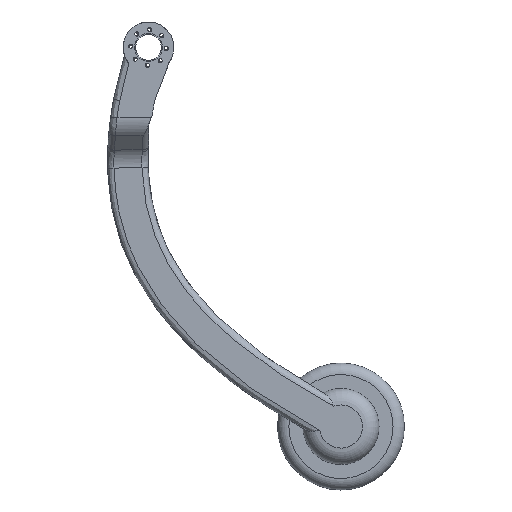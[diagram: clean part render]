
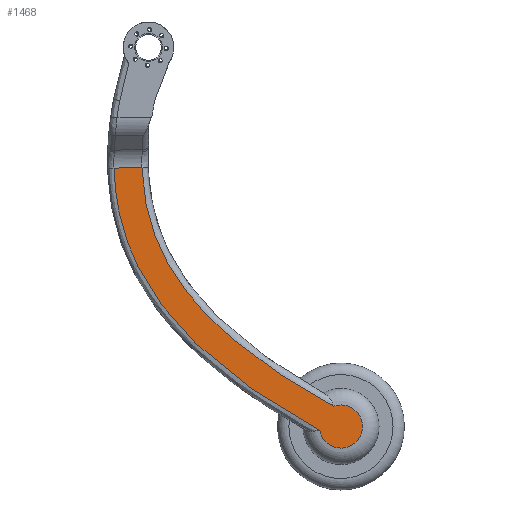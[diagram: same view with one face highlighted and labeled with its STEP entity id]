
A CAD part, left-side view. The second image highlights one B-rep face of the part: STEP entity #1468.
In plain terms, the highlighted planar face has unit normal (-1, 0, 0).
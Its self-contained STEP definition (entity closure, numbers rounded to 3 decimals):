
#43=LINE('',#3366,#86);
#86=VECTOR('',#1845,10.);
#186=B_SPLINE_CURVE_WITH_KNOTS('',3,(#3144,#3145,#3146,#3147,#3148,#3149,
#3150,#3151,#3152,#3153,#3154,#3155),.UNSPECIFIED.,.F.,.F.,(4,2,1,2,2,1,
4),(0.315,2.9,5.351,7.802,
11.084,12.573,14.061),.UNSPECIFIED.);
#196=B_SPLINE_CURVE_WITH_KNOTS('',3,(#3376,#3377,#3378,#3379,#3380,#3381,
#3382,#3383,#3384,#3385,#3386,#3387,#3388,#3389,#3390,#3391,#3392,#3393),
 .UNSPECIFIED.,.F.,.F.,(4,2,1,1,2,1,2,1,1,1,2,4),(0.,0.044,
1.875,2.79,3.705,5.359,7.013,
9.557,10.83,11.466,12.102,12.622),
 .UNSPECIFIED.);
#229=PLANE('',#1594);
#371=FACE_OUTER_BOUND('',#483,.T.);
#483=EDGE_LOOP('',(#1215,#1216,#1217,#1218));
#617=CIRCLE('',#1595,8.5);
#743=VERTEX_POINT('',#3132);
#744=VERTEX_POINT('',#3143);
#763=VERTEX_POINT('',#3365);
#765=VERTEX_POINT('',#3374);
#911=EDGE_CURVE('',#743,#744,#186,.T.);
#940=EDGE_CURVE('',#744,#763,#43,.T.);
#943=EDGE_CURVE('',#765,#743,#617,.T.);
#944=EDGE_CURVE('',#763,#765,#196,.T.);
#1215=ORIENTED_EDGE('',*,*,#911,.F.);
#1216=ORIENTED_EDGE('',*,*,#943,.F.);
#1217=ORIENTED_EDGE('',*,*,#944,.F.);
#1218=ORIENTED_EDGE('',*,*,#940,.F.);
#1468=ADVANCED_FACE('',(#371),#229,.T.);
#1594=AXIS2_PLACEMENT_3D('',#3373,#1848,#1849);
#1595=AXIS2_PLACEMENT_3D('',#3375,#1850,#1851);
#1845=DIRECTION('',(0.,-1.,0.016));
#1848=DIRECTION('center_axis',(-1.,0.,0.));
#1849=DIRECTION('ref_axis',(0.,-1.,0.));
#1850=DIRECTION('center_axis',(1.,0.,0.));
#1851=DIRECTION('ref_axis',(0.,-0.869,-0.495));
#3132=CARTESIAN_POINT('',(-15.148,-167.428,-107.64));
#3143=CARTESIAN_POINT('',(-15.148,-86.416,-4.377));
#3144=CARTESIAN_POINT('Ctrl Pts',(-15.148,-167.428,-107.64));
#3145=CARTESIAN_POINT('Ctrl Pts',(-15.148,-159.84,-103.557));
#3146=CARTESIAN_POINT('Ctrl Pts',(-15.148,-152.398,-99.17));
#3147=CARTESIAN_POINT('Ctrl Pts',(-15.148,-138.317,-89.837));
#3148=CARTESIAN_POINT('Ctrl Pts',(-15.148,-125.068,-80.062));
#3149=CARTESIAN_POINT('Ctrl Pts',(-15.148,-113.448,-68.555));
#3150=CARTESIAN_POINT('Ctrl Pts',(-15.148,-101.245,-53.638));
#3151=CARTESIAN_POINT('Ctrl Pts',(-15.148,-95.546,-44.079));
#3152=CARTESIAN_POINT('Ctrl Pts',(-15.148,-90.135,-29.065));
#3153=CARTESIAN_POINT('Ctrl Pts',(-15.148,-87.54,-19.33));
#3154=CARTESIAN_POINT('Ctrl Pts',(-15.148,-86.556,-9.337));
#3155=CARTESIAN_POINT('Ctrl Pts',(-15.148,-86.416,-4.377));
#3365=CARTESIAN_POINT('',(-15.148,-97.414,-4.207));
#3366=CARTESIAN_POINT('',(-15.148,-125.024,-3.778));
#3373=CARTESIAN_POINT('Origin',(-15.148,-135.786,-56.167));
#3374=CARTESIAN_POINT('',(-15.148,-172.951,-98.166));
#3375=CARTESIAN_POINT('Origin',(-15.148,-175.801,-106.174));
#3376=CARTESIAN_POINT('Ctrl Pts',(-15.148,-97.414,-4.207));
#3377=CARTESIAN_POINT('Ctrl Pts',(-15.148,-97.418,-4.353));
#3378=CARTESIAN_POINT('Ctrl Pts',(-15.148,-97.423,-4.5));
#3379=CARTESIAN_POINT('Ctrl Pts',(-15.148,-97.632,-10.749));
#3380=CARTESIAN_POINT('Ctrl Pts',(-15.148,-98.856,-19.993));
#3381=CARTESIAN_POINT('Ctrl Pts',(-15.148,-102.622,-31.737));
#3382=CARTESIAN_POINT('Ctrl Pts',(-15.148,-105.154,-37.288));
#3383=CARTESIAN_POINT('Ctrl Pts',(-15.148,-109.148,-44.884));
#3384=CARTESIAN_POINT('Ctrl Pts',(-15.148,-115.347,-54.191));
#3385=CARTESIAN_POINT('Ctrl Pts',(-15.148,-122.915,-62.311));
#3386=CARTESIAN_POINT('Ctrl Pts',(-15.148,-133.047,-71.949));
#3387=CARTESIAN_POINT('Ctrl Pts',(-15.148,-143.088,-79.901));
#3388=CARTESIAN_POINT('Ctrl Pts',(-15.148,-155.58,-88.09));
#3389=CARTESIAN_POINT('Ctrl Pts',(-15.148,-162.876,-92.489));
#3390=CARTESIAN_POINT('Ctrl Pts',(-15.148,-166.558,-94.596));
#3391=CARTESIAN_POINT('Ctrl Pts',(-15.148,-169.923,-96.475));
#3392=CARTESIAN_POINT('Ctrl Pts',(-15.148,-171.437,-97.321));
#3393=CARTESIAN_POINT('Ctrl Pts',(-15.148,-172.951,-98.166));
